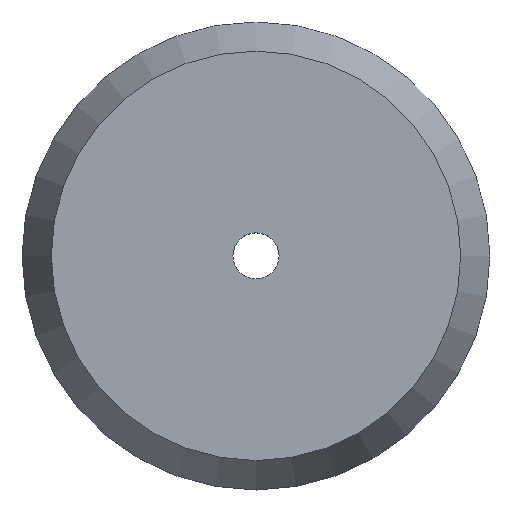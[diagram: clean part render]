
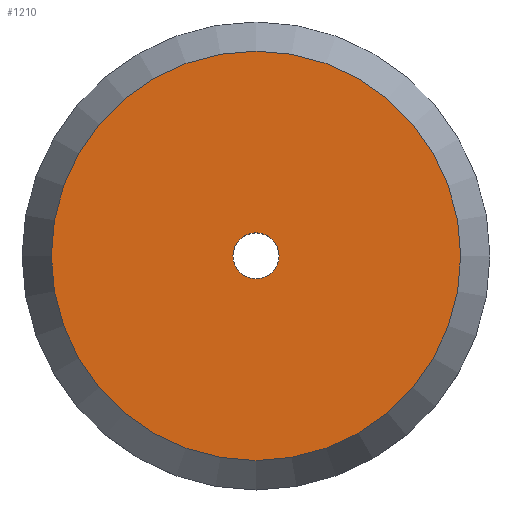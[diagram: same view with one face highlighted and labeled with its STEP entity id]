
A CAD part, top view. The second image highlights one B-rep face of the part: STEP entity #1210.
In plain terms, the highlighted planar face has unit normal (0, 0, 1).
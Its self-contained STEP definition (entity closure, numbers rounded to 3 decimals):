
#32=FACE_BOUND('',#224,.T.);
#60=PLANE('',#1361);
#157=FACE_OUTER_BOUND('',#223,.T.);
#223=EDGE_LOOP('',(#1143));
#224=EDGE_LOOP('',(#1144));
#419=CIRCLE('',#1233,2.5);
#485=CIRCLE('',#1360,22.225);
#490=VERTEX_POINT('',#1748);
#604=VERTEX_POINT('',#2157);
#611=EDGE_CURVE('',#490,#490,#419,.T.);
#783=EDGE_CURVE('',#604,#604,#485,.T.);
#1143=ORIENTED_EDGE('',*,*,#783,.F.);
#1144=ORIENTED_EDGE('',*,*,#611,.T.);
#1210=ADVANCED_FACE('',(#157,#32),#60,.T.);
#1233=AXIS2_PLACEMENT_3D('',#1749,#1382,#1383);
#1360=AXIS2_PLACEMENT_3D('',#2158,#1728,#1729);
#1361=AXIS2_PLACEMENT_3D('',#2160,#1731,#1732);
#1382=DIRECTION('center_axis',(0.,0.,-1.));
#1383=DIRECTION('ref_axis',(-1.,0.,0.));
#1728=DIRECTION('center_axis',(0.,0.,-1.));
#1729=DIRECTION('ref_axis',(1.,0.,0.));
#1731=DIRECTION('center_axis',(0.,0.,1.));
#1732=DIRECTION('ref_axis',(1.,0.,0.));
#1748=CARTESIAN_POINT('',(2.5,0.,19.05));
#1749=CARTESIAN_POINT('Origin',(0.,0.,19.05));
#2157=CARTESIAN_POINT('',(-22.225,0.,19.05));
#2158=CARTESIAN_POINT('Origin',(0.,0.,19.05));
#2160=CARTESIAN_POINT('Origin',(0.,0.,19.05));
